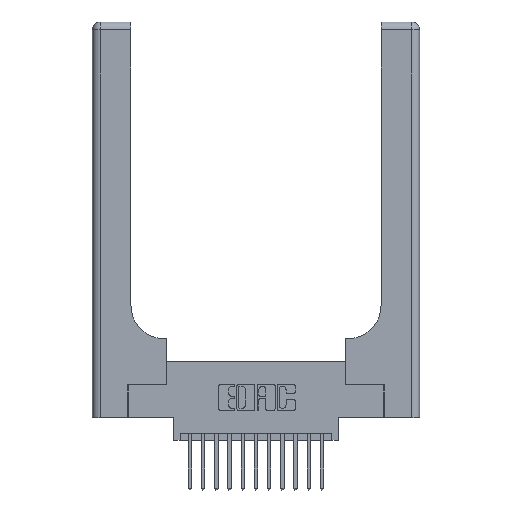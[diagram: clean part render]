
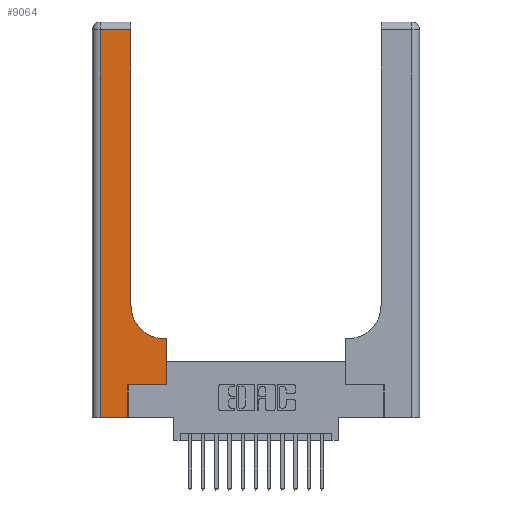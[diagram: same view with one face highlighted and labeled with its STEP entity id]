
A CAD part, top view. The second image highlights one B-rep face of the part: STEP entity #9064.
In plain terms, the highlighted planar face has unit normal (0, 0, 1).
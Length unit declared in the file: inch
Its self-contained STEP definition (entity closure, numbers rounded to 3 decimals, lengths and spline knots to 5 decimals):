
#132 = DIRECTION ( 'NONE',  ( 0., 0., -1. ) ) ;
#291 = ORIENTED_EDGE ( 'NONE', *, *, #11933, .T. ) ;
#957 = VECTOR ( 'NONE', #13147, 39.37008 ) ;
#1430 = LINE ( 'NONE', #16335, #3403 ) ;
#1592 = CARTESIAN_POINT ( 'NONE',  ( 0.269, 0., 0.37 ) ) ;
#2713 = DIRECTION ( 'NONE',  ( 0., 1., 0. ) ) ;
#3403 = VECTOR ( 'NONE', #10523, 39.37008 ) ;
#3913 = ORIENTED_EDGE ( 'NONE', *, *, #13044, .T. ) ;
#4121 = CARTESIAN_POINT ( 'NONE',  ( 0.5585, 0.25, 0.37 ) ) ;
#4398 = PLANE ( 'NONE',  #11541 ) ;
#4399 = VECTOR ( 'NONE', #11890, 39.37008 ) ;
#4448 = CARTESIAN_POINT ( 'NONE',  ( 0.2915, 0.85, 0.37 ) ) ;
#4496 = LINE ( 'NONE', #4121, #13301 ) ;
#4655 = DIRECTION ( 'NONE',  ( 0., 0., -1. ) ) ;
#4727 = LINE ( 'NONE', #8848, #957 ) ;
#4935 = VERTEX_POINT ( 'NONE', #9312 ) ;
#5111 = DIRECTION ( 'NONE',  ( 1., 0., 0. ) ) ;
#6061 = VERTEX_POINT ( 'NONE', #14470 ) ;
#6213 = CARTESIAN_POINT ( 'NONE',  ( 0., 0., 0.37 ) ) ;
#6593 = LINE ( 'NONE', #13463, #16659 ) ;
#6988 = VERTEX_POINT ( 'NONE', #4448 ) ;
#7220 = LINE ( 'NONE', #11790, #14875 ) ;
#7722 = AXIS2_PLACEMENT_3D ( 'NONE', #9994, #132, #11453 ) ;
#7765 = EDGE_CURVE ( 'NONE', #6988, #11575, #11897, .T. ) ;
#7920 = ORIENTED_EDGE ( 'NONE', *, *, #10596, .T. ) ;
#8141 = ORIENTED_EDGE ( 'NONE', *, *, #17126, .T. ) ;
#8145 = CARTESIAN_POINT ( 'NONE',  ( 0.06, 2.94, 0.37 ) ) ;
#8155 = CARTESIAN_POINT ( 'NONE',  ( 0.5585, 0.25, 0.37 ) ) ;
#8385 = VECTOR ( 'NONE', #5111, 39.37008 ) ;
#8710 = DIRECTION ( 'NONE',  ( -1., 0., 0. ) ) ;
#8798 = EDGE_CURVE ( 'NONE', #11127, #15891, #12094, .T. ) ;
#8848 = CARTESIAN_POINT ( 'NONE',  ( 0.2915, 0.6, 0.37 ) ) ;
#9064 = ADVANCED_FACE ( 'NONE', ( #9461 ), #4398, .F. ) ;
#9280 = CARTESIAN_POINT ( 'NONE',  ( 0.269, 0.25, 0.37 ) ) ;
#9312 = CARTESIAN_POINT ( 'NONE',  ( 0.269, 0.25, 0.37 ) ) ;
#9461 = FACE_OUTER_BOUND ( 'NONE', #15128, .T. ) ;
#9994 = CARTESIAN_POINT ( 'NONE',  ( 0.5415, 0.85, 0.37 ) ) ;
#10523 = DIRECTION ( 'NONE',  ( 0., -1., 0. ) ) ;
#10580 = LINE ( 'NONE', #9280, #8385 ) ;
#10596 = EDGE_CURVE ( 'NONE', #15891, #4935, #7220, .T. ) ;
#11127 = VERTEX_POINT ( 'NONE', #14094 ) ;
#11438 = VECTOR ( 'NONE', #2713, 39.37008 ) ;
#11453 = DIRECTION ( 'NONE',  ( 1., 0., 0. ) ) ;
#11541 = AXIS2_PLACEMENT_3D ( 'NONE', #11764, #4655, #8710 ) ;
#11575 = VERTEX_POINT ( 'NONE', #12618 ) ;
#11764 = CARTESIAN_POINT ( 'NONE',  ( 0., 3., 0.37 ) ) ;
#11790 = CARTESIAN_POINT ( 'NONE',  ( 0.269, 0., 0.37 ) ) ;
#11890 = DIRECTION ( 'NONE',  ( 1., 0., 0. ) ) ;
#11897 = LINE ( 'NONE', #18110, #11438 ) ;
#11933 = EDGE_CURVE ( 'NONE', #16309, #11127, #1430, .T. ) ;
#12094 = LINE ( 'NONE', #6213, #4399 ) ;
#12133 = ORIENTED_EDGE ( 'NONE', *, *, #7765, .T. ) ;
#12183 = CIRCLE ( 'NONE', #7722, 0.25 ) ;
#12251 = ORIENTED_EDGE ( 'NONE', *, *, #17019, .T. ) ;
#12348 = DIRECTION ( 'NONE',  ( 0., 1., 0. ) ) ;
#12611 = VERTEX_POINT ( 'NONE', #15366 ) ;
#12618 = CARTESIAN_POINT ( 'NONE',  ( 0.2915, 2.94, 0.37 ) ) ;
#12692 = EDGE_CURVE ( 'NONE', #18158, #6061, #4496, .T. ) ;
#12733 = DIRECTION ( 'NONE',  ( -1., 0., 0. ) ) ;
#13028 = ORIENTED_EDGE ( 'NONE', *, *, #14500, .T. ) ;
#13044 = EDGE_CURVE ( 'NONE', #4935, #18158, #10580, .T. ) ;
#13147 = DIRECTION ( 'NONE',  ( -1., 0., 0. ) ) ;
#13301 = VECTOR ( 'NONE', #12348, 39.37008 ) ;
#13463 = CARTESIAN_POINT ( 'NONE',  ( 0., 2.94, 0.37 ) ) ;
#14094 = CARTESIAN_POINT ( 'NONE',  ( 0.06, 0., 0.37 ) ) ;
#14470 = CARTESIAN_POINT ( 'NONE',  ( 0.5585, 0.6, 0.37 ) ) ;
#14500 = EDGE_CURVE ( 'NONE', #11575, #16309, #6593, .T. ) ;
#14875 = VECTOR ( 'NONE', #16143, 39.37008 ) ;
#15128 = EDGE_LOOP ( 'NONE', ( #12133, #13028, #291, #15785, #7920, #3913, #17327, #8141, #12251 ) ) ;
#15366 = CARTESIAN_POINT ( 'NONE',  ( 0.5415, 0.6, 0.37 ) ) ;
#15785 = ORIENTED_EDGE ( 'NONE', *, *, #8798, .T. ) ;
#15891 = VERTEX_POINT ( 'NONE', #1592 ) ;
#16143 = DIRECTION ( 'NONE',  ( 0., 1., 0. ) ) ;
#16309 = VERTEX_POINT ( 'NONE', #8145 ) ;
#16335 = CARTESIAN_POINT ( 'NONE',  ( 0.06, 3., 0.37 ) ) ;
#16659 = VECTOR ( 'NONE', #12733, 39.37008 ) ;
#17019 = EDGE_CURVE ( 'NONE', #12611, #6988, #12183, .T. ) ;
#17126 = EDGE_CURVE ( 'NONE', #6061, #12611, #4727, .T. ) ;
#17327 = ORIENTED_EDGE ( 'NONE', *, *, #12692, .T. ) ;
#18110 = CARTESIAN_POINT ( 'NONE',  ( 0.2915, 3., 0.37 ) ) ;
#18158 = VERTEX_POINT ( 'NONE', #8155 ) ;
